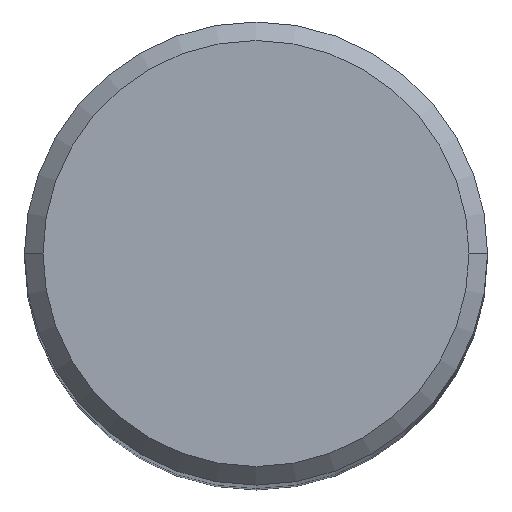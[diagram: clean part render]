
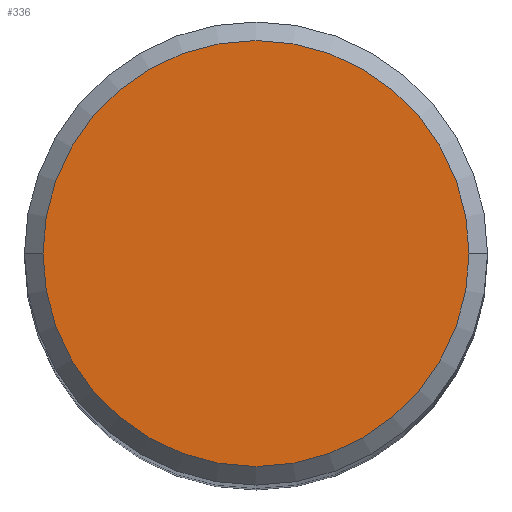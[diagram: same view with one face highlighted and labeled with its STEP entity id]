
A CAD part, top view. The second image highlights one B-rep face of the part: STEP entity #336.
In plain terms, the highlighted planar face has unit normal (0, 0, 1).
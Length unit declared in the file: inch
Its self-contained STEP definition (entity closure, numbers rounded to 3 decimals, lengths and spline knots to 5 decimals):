
#9 = CIRCLE ( 'NONE', #316, 0.1725 ) ;
#13 = ORIENTED_EDGE ( 'NONE', *, *, #253, .T. ) ;
#30 = VERTEX_POINT ( 'NONE', #289 ) ;
#78 = CIRCLE ( 'NONE', #104, 0.1725 ) ;
#89 = DIRECTION ( 'NONE',  ( 0., 0., 1. ) ) ;
#100 = EDGE_CURVE ( 'NONE', #245, #30, #9, .T. ) ;
#104 = AXIS2_PLACEMENT_3D ( 'NONE', #335, #89, #279 ) ;
#120 = PLANE ( 'NONE',  #144 ) ;
#138 = DIRECTION ( 'NONE',  ( 0., 0., 1. ) ) ;
#141 = CARTESIAN_POINT ( 'NONE',  ( 0.1725, 0., 2.5 ) ) ;
#144 = AXIS2_PLACEMENT_3D ( 'NONE', #282, #138, #257 ) ;
#190 = DIRECTION ( 'NONE',  ( 1., 0., 0. ) ) ;
#242 = ORIENTED_EDGE ( 'NONE', *, *, #100, .T. ) ;
#245 = VERTEX_POINT ( 'NONE', #141 ) ;
#250 = DIRECTION ( 'NONE',  ( 0., 0., 1. ) ) ;
#253 = EDGE_CURVE ( 'NONE', #30, #245, #78, .T. ) ;
#257 = DIRECTION ( 'NONE',  ( 1., 0., 0. ) ) ;
#279 = DIRECTION ( 'NONE',  ( 1., 0., 0. ) ) ;
#282 = CARTESIAN_POINT ( 'NONE',  ( 0., 0., 2.5 ) ) ;
#289 = CARTESIAN_POINT ( 'NONE',  ( -0.1725, 0., 2.5 ) ) ;
#316 = AXIS2_PLACEMENT_3D ( 'NONE', #328, #250, #190 ) ;
#328 = CARTESIAN_POINT ( 'NONE',  ( 0., 0., 2.5 ) ) ;
#329 = FACE_OUTER_BOUND ( 'NONE', #344, .T. ) ;
#335 = CARTESIAN_POINT ( 'NONE',  ( 0., 0., 2.5 ) ) ;
#336 = ADVANCED_FACE ( 'NONE', ( #329 ), #120, .T. ) ;
#344 = EDGE_LOOP ( 'NONE', ( #13, #242 ) ) ;
